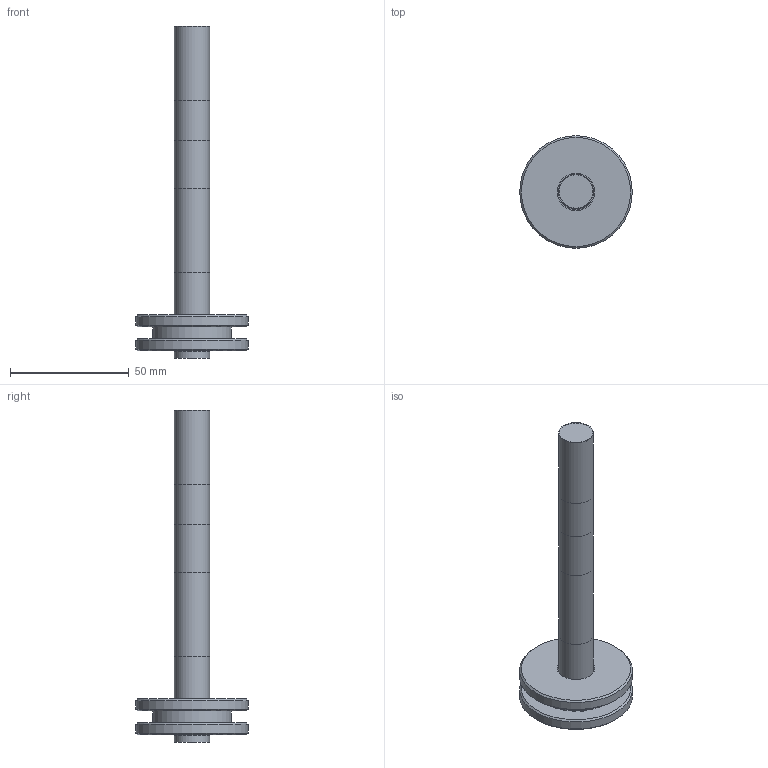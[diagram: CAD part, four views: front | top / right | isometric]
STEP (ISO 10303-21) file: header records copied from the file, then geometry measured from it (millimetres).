
FILE_DESCRIPTION(('Open CASCADE Model'),'2;1');
FILE_NAME('Open CASCADE Shape Model','2023-05-02T13:55:56',('Author'),( 'Open CASCADE'),'Open CASCADE STEP processor 7.7','Open CASCADE 7.7' ,'Unknown');
FILE_SCHEMA(('AUTOMOTIVE_DESIGN { 1 0 10303 214 1 1 1 1 }'));
Length unit declared in the file: millimetre
Products named in the file (65): CQ assembly; Turbocompressor; Turbocompressor_part; Subassembly1; Subassembly1_part; rightSGTB; rightSGTB_part; leftSGTB; leftSGTB_part; Subassembly2; Subassembly2_part; layer10_1; layer10_1_part; layer10_2; layer10_2_part; layer10_3; layer10_3_part; layer11_1; layer11_1_part; layer11_2; layer11_2_part; layer11_3; layer11_3_part; layer12_1; layer12_1_part; layer12_2; layer12_2_part; layer12_3; layer12_3_part; layer13_1; layer13_1_part; layer13_2; layer13_2_part; layer13_3; layer13_3_part; layer14_1; layer14_1_part; layer14_2; layer14_2_part; layer14_3 ...
Assembly tree (64 placements, depth 5):
  CQ assembly
    Turbocompressor
      Turbocompressor_part
      Subassembly1
        Subassembly1_part
        rightSGTB
          rightSGTB_part
        leftSGTB
          leftSGTB_part
      Subassembly2
        Subassembly2_part
        layer10_1
          layer10_1_part
        layer10_2
          layer10_2_part
        layer10_3
          layer10_3_part
        layer11_1
          layer11_1_part
        layer11_2
          layer11_2_part
        layer11_3
          layer11_3_part
        layer12_1
          layer12_1_part
        layer12_2
          layer12_2_part
        layer12_3
          layer12_3_part
        layer13_1
          layer13_1_part
        layer13_2
          layer13_2_part
        layer13_3
          layer13_3_part
        layer14_1
          layer14_1_part
        layer14_2
          layer14_2_part
        layer14_3
          layer14_3_part
        layer15_1
          layer15_1_part
        layer15_2
          layer15_2_part
        layer15_3
          layer15_3_part
        layer16_1
          layer16_1_part
        layer16_2
          layer16_2_part
        layer16_3
          layer16_3_part
        layer17_1
          layer17_1_part
        layer17_2
          layer17_2_part
        layer17_3
          layer17_3_part
        layer18_1
Bounding box: 47.4 x 47.4 x 139.82 mm (x, y, z)
Volume: 39698.6 mm3; surface area: 23922 mm2
Topology: 13 solids, 13 shells, 333 faces, 749 edges, 498 vertices
Faces by surface type: extrusion 224, plane 82, cylinder 23, cone 4
Full cylindrical faces by diameter (mm): 5.521 x2, 6.546 x6, 14.045 x2, 14.785 x8, 15.785 x2, 33.237 x1, 47.4 x2
Entity records: 27927 total; most frequent: CARTESIAN_POINT 12787, DIRECTION 1949, ORIENTED_EDGE 1498, PCURVE 1498, DEFINITIONAL_REPRESENTATION 1498, VECTOR 1475, LINE 1251, B_SPLINE_CURVE_WITH_KNOTS 1124
